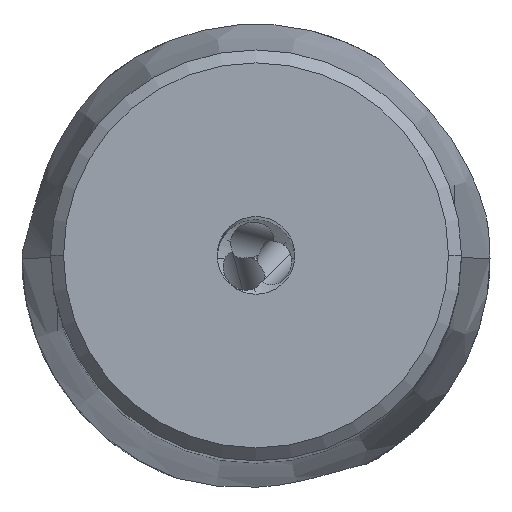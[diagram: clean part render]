
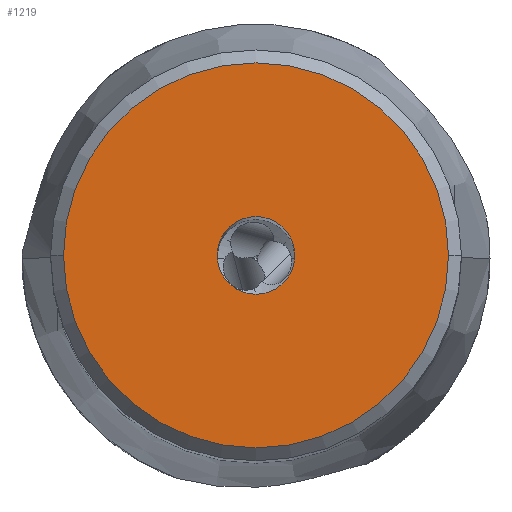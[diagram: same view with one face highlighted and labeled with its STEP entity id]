
A CAD part, top view. The second image highlights one B-rep face of the part: STEP entity #1219.
In plain terms, the highlighted planar face has unit normal (0, 0, 1).
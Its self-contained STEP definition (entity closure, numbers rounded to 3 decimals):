
#143=FACE_BOUND('',#2265,.T.);
#144=FACE_BOUND('',#2266,.T.);
#303=PLANE('',#8865);
#1219=ADVANCED_FACE('',(#143,#144),#303,.T.);
#2265=EDGE_LOOP('',(#4589,#4590));
#2266=EDGE_LOOP('',(#4591,#4592));
#2732=CIRCLE('',#8860,3.);
#2733=CIRCLE('',#8862,14.875);
#2734=CIRCLE('',#8863,14.875);
#2735=CIRCLE('',#8864,3.);
#4589=ORIENTED_EDGE('',*,*,#7261,.F.);
#4590=ORIENTED_EDGE('',*,*,#7262,.F.);
#4591=ORIENTED_EDGE('',*,*,#7263,.F.);
#4592=ORIENTED_EDGE('',*,*,#7260,.F.);
#6137=VERTEX_POINT('',#17323);
#6138=VERTEX_POINT('',#17325);
#6139=VERTEX_POINT('',#17329);
#6140=VERTEX_POINT('',#17330);
#7260=EDGE_CURVE('',#6138,#6137,#2732,.T.);
#7261=EDGE_CURVE('',#6139,#6140,#2733,.T.);
#7262=EDGE_CURVE('',#6140,#6139,#2734,.T.);
#7263=EDGE_CURVE('',#6137,#6138,#2735,.T.);
#8860=AXIS2_PLACEMENT_3D('',#17326,#10641,#10642);
#8862=AXIS2_PLACEMENT_3D('',#17328,#10645,#10646);
#8863=AXIS2_PLACEMENT_3D('',#17331,#10647,#10648);
#8864=AXIS2_PLACEMENT_3D('',#17332,#10649,#10650);
#8865=AXIS2_PLACEMENT_3D('',#17333,#10651,#10652);
#10641=DIRECTION('',(0.,0.,1.));
#10642=DIRECTION('',(-1.,0.,0.));
#10645=DIRECTION('',(0.,0.,-1.));
#10646=DIRECTION('',(-1.,0.,0.));
#10647=DIRECTION('',(0.,0.,-1.));
#10648=DIRECTION('',(1.,0.,0.));
#10649=DIRECTION('',(0.,0.,1.));
#10650=DIRECTION('',(1.,0.,0.));
#10651=DIRECTION('',(0.,0.,1.));
#10652=DIRECTION('',(1.,0.,0.));
#17323=CARTESIAN_POINT('',(3.,0.,0.));
#17325=CARTESIAN_POINT('',(-3.,0.,0.));
#17326=CARTESIAN_POINT('',(0.,0.,0.));
#17328=CARTESIAN_POINT('',(0.,0.,0.));
#17329=CARTESIAN_POINT('',(-14.875,0.,0.));
#17330=CARTESIAN_POINT('',(14.875,0.,0.));
#17331=CARTESIAN_POINT('',(0.,0.,0.));
#17332=CARTESIAN_POINT('',(0.,0.,0.));
#17333=CARTESIAN_POINT('',(0.,0.,0.));
